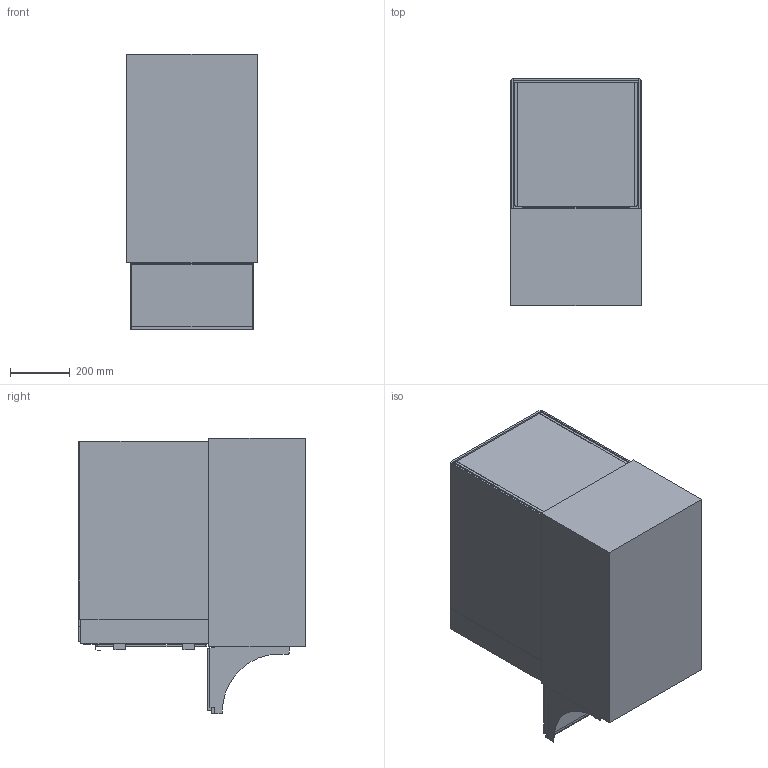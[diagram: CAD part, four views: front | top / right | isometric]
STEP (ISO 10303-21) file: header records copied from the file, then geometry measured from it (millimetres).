
FILE_DESCRIPTION (( 'STEP AP214' ), '1' );
FILE_NAME ('EU521310_Basic E-44-45 PRO.STEP', '2022-05-13T06:59:09', ( '' ), ( '' ), 'SwSTEP 2.0', 'SolidWorks 2017', '' );
FILE_SCHEMA (( 'AUTOMOTIVE_DESIGN' ));
Length unit declared in the file: millimetre
Products named in the file (1): EU521310_Basic E-44-45 PRO
Bounding box: 435 x 757 x 918 mm (x, y, z)
Volume: 65489347.8 mm3; surface area: 5539231.6 mm2
Topology: 24 solids, 24 shells, 252 faces, 596 edges, 396 vertices
Faces by surface type: plane 220, cylinder 32
Entity records: 7683 total; most frequent: CARTESIAN_POINT 1251, ORIENTED_EDGE 1192, DIRECTION 1164, EDGE_CURVE 596, VECTOR 530, LINE 530, VERTEX_POINT 396, AXIS2_PLACEMENT_3D 317
